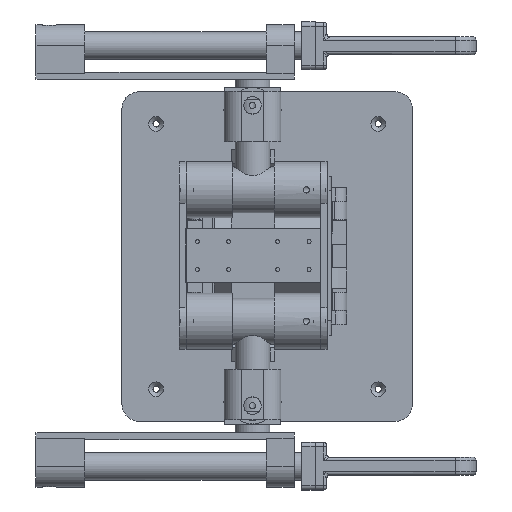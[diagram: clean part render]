
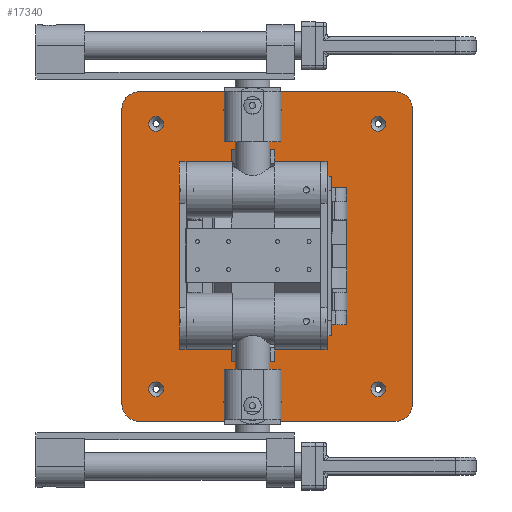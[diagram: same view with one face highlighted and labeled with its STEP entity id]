
A CAD part, top view. The second image highlights one B-rep face of the part: STEP entity #17340.
In plain terms, the highlighted planar face has unit normal (0, 0, 1).
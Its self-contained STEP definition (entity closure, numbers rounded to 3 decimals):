
#605=FACE_BOUND('',#4278,.T.);
#606=FACE_BOUND('',#4279,.T.);
#607=FACE_BOUND('',#4280,.T.);
#608=FACE_BOUND('',#4281,.T.);
#609=FACE_BOUND('',#4282,.T.);
#610=FACE_BOUND('',#4283,.T.);
#611=FACE_BOUND('',#4284,.T.);
#612=FACE_BOUND('',#4285,.T.);
#1622=CIRCLE('',#19210,5.25);
#1624=CIRCLE('',#19213,12.5);
#1625=CIRCLE('',#19214,12.5);
#1626=CIRCLE('',#19215,12.5);
#1627=CIRCLE('',#19216,12.5);
#1628=CIRCLE('',#19217,5.25);
#1629=CIRCLE('',#19218,5.25);
#1630=CIRCLE('',#19219,1.9);
#1631=CIRCLE('',#19220,1.9);
#1632=CIRCLE('',#19221,1.9);
#1633=CIRCLE('',#19222,1.9);
#1634=CIRCLE('',#19223,5.25);
#2950=FACE_OUTER_BOUND('',#4277,.T.);
#4277=EDGE_LOOP('',(#15769,#15770,#15771,#15772,#15773,#15774,#15775,#15776));
#4278=EDGE_LOOP('',(#15777));
#4279=EDGE_LOOP('',(#15778));
#4280=EDGE_LOOP('',(#15779));
#4281=EDGE_LOOP('',(#15780));
#4282=EDGE_LOOP('',(#15781));
#4283=EDGE_LOOP('',(#15782));
#4284=EDGE_LOOP('',(#15783));
#4285=EDGE_LOOP('',(#15784));
#5662=LINE('',#33382,#7037);
#5663=LINE('',#33386,#7038);
#5664=LINE('',#33390,#7039);
#5665=LINE('',#33393,#7040);
#7037=VECTOR('',#24140,10.);
#7038=VECTOR('',#24143,10.);
#7039=VECTOR('',#24146,10.);
#7040=VECTOR('',#24149,10.);
#8605=VERTEX_POINT('',#33372);
#8607=VERTEX_POINT('',#33378);
#8608=VERTEX_POINT('',#33379);
#8609=VERTEX_POINT('',#33381);
#8610=VERTEX_POINT('',#33383);
#8611=VERTEX_POINT('',#33385);
#8612=VERTEX_POINT('',#33387);
#8613=VERTEX_POINT('',#33389);
#8614=VERTEX_POINT('',#33391);
#8615=VERTEX_POINT('',#33394);
#8616=VERTEX_POINT('',#33396);
#8617=VERTEX_POINT('',#33398);
#8618=VERTEX_POINT('',#33400);
#8619=VERTEX_POINT('',#33402);
#8620=VERTEX_POINT('',#33404);
#8621=VERTEX_POINT('',#33406);
#10997=EDGE_CURVE('',#8605,#8605,#1622,.T.);
#11000=EDGE_CURVE('',#8607,#8608,#1624,.T.);
#11001=EDGE_CURVE('',#8609,#8607,#5662,.F.);
#11002=EDGE_CURVE('',#8610,#8609,#1625,.T.);
#11003=EDGE_CURVE('',#8611,#8610,#5663,.F.);
#11004=EDGE_CURVE('',#8612,#8611,#1626,.T.);
#11005=EDGE_CURVE('',#8613,#8612,#5664,.F.);
#11006=EDGE_CURVE('',#8614,#8613,#1627,.T.);
#11007=EDGE_CURVE('',#8608,#8614,#5665,.F.);
#11008=EDGE_CURVE('',#8615,#8615,#1628,.T.);
#11009=EDGE_CURVE('',#8616,#8616,#1629,.T.);
#11010=EDGE_CURVE('',#8617,#8617,#1630,.F.);
#11011=EDGE_CURVE('',#8618,#8618,#1631,.F.);
#11012=EDGE_CURVE('',#8619,#8619,#1632,.F.);
#11013=EDGE_CURVE('',#8620,#8620,#1633,.F.);
#11014=EDGE_CURVE('',#8621,#8621,#1634,.T.);
#15769=ORIENTED_EDGE('',*,*,#11000,.F.);
#15770=ORIENTED_EDGE('',*,*,#11001,.F.);
#15771=ORIENTED_EDGE('',*,*,#11002,.F.);
#15772=ORIENTED_EDGE('',*,*,#11003,.F.);
#15773=ORIENTED_EDGE('',*,*,#11004,.F.);
#15774=ORIENTED_EDGE('',*,*,#11005,.F.);
#15775=ORIENTED_EDGE('',*,*,#11006,.F.);
#15776=ORIENTED_EDGE('',*,*,#11007,.F.);
#15777=ORIENTED_EDGE('',*,*,#11008,.F.);
#15778=ORIENTED_EDGE('',*,*,#11009,.F.);
#15779=ORIENTED_EDGE('',*,*,#11010,.F.);
#15780=ORIENTED_EDGE('',*,*,#11011,.F.);
#15781=ORIENTED_EDGE('',*,*,#11012,.F.);
#15782=ORIENTED_EDGE('',*,*,#11013,.F.);
#15783=ORIENTED_EDGE('',*,*,#11014,.F.);
#15784=ORIENTED_EDGE('',*,*,#10997,.F.);
#16394=PLANE('',#19212);
#17340=ADVANCED_FACE('',(#2950,#605,#606,#607,#608,#609,#610,#611,#612),
#16394,.F.);
#19210=AXIS2_PLACEMENT_3D('',#33373,#24131,#24132);
#19212=AXIS2_PLACEMENT_3D('',#33377,#24136,#24137);
#19213=AXIS2_PLACEMENT_3D('',#33380,#24138,#24139);
#19214=AXIS2_PLACEMENT_3D('',#33384,#24141,#24142);
#19215=AXIS2_PLACEMENT_3D('',#33388,#24144,#24145);
#19216=AXIS2_PLACEMENT_3D('',#33392,#24147,#24148);
#19217=AXIS2_PLACEMENT_3D('',#33395,#24150,#24151);
#19218=AXIS2_PLACEMENT_3D('',#33397,#24152,#24153);
#19219=AXIS2_PLACEMENT_3D('',#33399,#24154,#24155);
#19220=AXIS2_PLACEMENT_3D('',#33401,#24156,#24157);
#19221=AXIS2_PLACEMENT_3D('',#33403,#24158,#24159);
#19222=AXIS2_PLACEMENT_3D('',#33405,#24160,#24161);
#19223=AXIS2_PLACEMENT_3D('',#33407,#24162,#24163);
#24131=DIRECTION('center_axis',(0.,0.,
1.));
#24132=DIRECTION('ref_axis',(1.,0.,0.));
#24136=DIRECTION('center_axis',(0.,0.,
-1.));
#24137=DIRECTION('ref_axis',(0.,1.,0.));
#24138=DIRECTION('center_axis',(0.,0.,
-1.));
#24139=DIRECTION('ref_axis',(0.707,-0.707,0.));
#24140=DIRECTION('',(0.,1.,0.));
#24141=DIRECTION('center_axis',(0.,0.,
-1.));
#24142=DIRECTION('ref_axis',(0.707,0.707,0.));
#24143=DIRECTION('',(-1.,0.,0.));
#24144=DIRECTION('center_axis',(0.,0.,
-1.));
#24145=DIRECTION('ref_axis',(-0.707,0.707,0.));
#24146=DIRECTION('',(0.,-1.,0.));
#24147=DIRECTION('center_axis',(0.,0.,
-1.));
#24148=DIRECTION('ref_axis',(-0.707,-0.707,0.));
#24149=DIRECTION('',(1.,0.,0.));
#24150=DIRECTION('center_axis',(0.,0.,
1.));
#24151=DIRECTION('ref_axis',(1.,0.,0.));
#24152=DIRECTION('center_axis',(0.,0.,
1.));
#24153=DIRECTION('ref_axis',(1.,0.,0.));
#24154=DIRECTION('center_axis',(0.,0.,
-1.));
#24155=DIRECTION('ref_axis',(1.,0.,0.));
#24156=DIRECTION('center_axis',(0.,0.,
-1.));
#24157=DIRECTION('ref_axis',(1.,0.,0.));
#24158=DIRECTION('center_axis',(0.,0.,
-1.));
#24159=DIRECTION('ref_axis',(1.,0.,0.));
#24160=DIRECTION('center_axis',(0.,0.,
-1.));
#24161=DIRECTION('ref_axis',(1.,0.,0.));
#24162=DIRECTION('center_axis',(0.,0.,
1.));
#24163=DIRECTION('ref_axis',(1.,0.,0.));
#33372=CARTESIAN_POINT('',(84.75,200.,-287.748));
#33373=CARTESIAN_POINT('Origin',(90.,200.,-287.748));
#33377=CARTESIAN_POINT('Origin',(10.5,95.,-287.748));
#33378=CARTESIAN_POINT('',(114.5,-0.5,-287.748));
#33379=CARTESIAN_POINT('',(102.,-13.,-287.748));
#33380=CARTESIAN_POINT('Origin',(102.,-0.5,-287.748));
#33381=CARTESIAN_POINT('',(114.5,210.5,-287.748));
#33382=CARTESIAN_POINT('',(114.5,119.,-287.748));
#33383=CARTESIAN_POINT('',(102.,223.,-287.748));
#33384=CARTESIAN_POINT('Origin',(102.,210.5,-287.748));
#33385=CARTESIAN_POINT('',(-81.,223.,-287.748));
#33386=CARTESIAN_POINT('',(-6.5,223.,-287.748));
#33387=CARTESIAN_POINT('',(-93.5,210.5,-287.748));
#33388=CARTESIAN_POINT('Origin',(-81.,210.5,-287.748));
#33389=CARTESIAN_POINT('',(-93.5,-0.5,-287.748));
#33390=CARTESIAN_POINT('',(-93.5,81.,-287.748));
#33391=CARTESIAN_POINT('',(-81.,-13.,-287.748));
#33392=CARTESIAN_POINT('Origin',(-81.,-0.5,-287.748));
#33393=CARTESIAN_POINT('',(27.5,-13.,-287.748));
#33394=CARTESIAN_POINT('',(-74.25,200.,-287.748));
#33395=CARTESIAN_POINT('Origin',(-69.,200.,-287.748));
#33396=CARTESIAN_POINT('',(84.75,10.,-287.748));
#33397=CARTESIAN_POINT('Origin',(90.,10.,-287.748));
#33398=CARTESIAN_POINT('',(33.6,135.,-287.748));
#33399=CARTESIAN_POINT('Origin',(35.5,135.,-287.748));
#33400=CARTESIAN_POINT('',(33.6,75.,-287.748));
#33401=CARTESIAN_POINT('Origin',(35.5,75.,-287.748));
#33402=CARTESIAN_POINT('',(-16.4,135.,-287.748));
#33403=CARTESIAN_POINT('Origin',(-14.5,135.,-287.748));
#33404=CARTESIAN_POINT('',(-16.4,75.,-287.748));
#33405=CARTESIAN_POINT('Origin',(-14.5,75.,-287.748));
#33406=CARTESIAN_POINT('',(-74.25,10.,-287.748));
#33407=CARTESIAN_POINT('Origin',(-69.,10.,-287.748));
